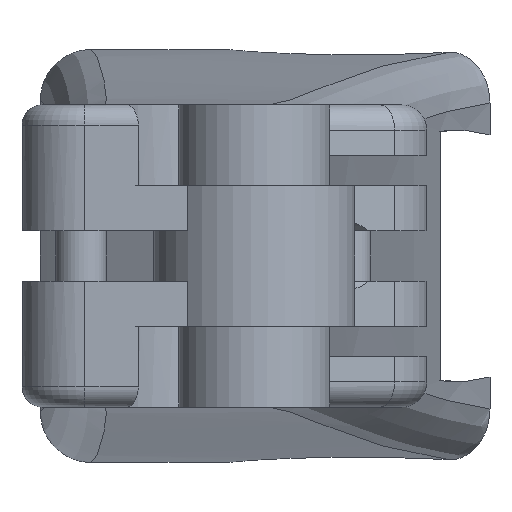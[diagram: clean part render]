
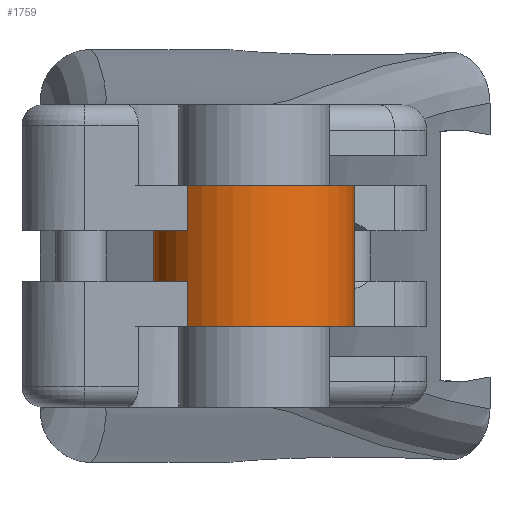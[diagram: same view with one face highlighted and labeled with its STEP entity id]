
A CAD part, left-side view. The second image highlights one B-rep face of the part: STEP entity #1759.
In plain terms, the highlighted cylindrical face has radius 4 mm (diameter 8 mm), a partial arc.
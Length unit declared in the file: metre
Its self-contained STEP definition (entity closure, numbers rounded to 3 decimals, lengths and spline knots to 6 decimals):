
#38=CYLINDRICAL_SURFACE('',#1905,0.004);
#84=CIRCLE('',#1867,0.004);
#85=CIRCLE('',#1874,0.004);
#107=CIRCLE('',#1906,0.004);
#108=CIRCLE('',#1907,0.004);
#109=CIRCLE('',#1908,0.004);
#110=CIRCLE('',#1909,0.004);
#355=ORIENTED_EDGE('',*,*,#875,.T.);
#356=ORIENTED_EDGE('',*,*,#876,.F.);
#357=ORIENTED_EDGE('',*,*,#786,.T.);
#358=ORIENTED_EDGE('',*,*,#877,.T.);
#359=ORIENTED_EDGE('',*,*,#878,.T.);
#360=ORIENTED_EDGE('',*,*,#879,.F.);
#361=ORIENTED_EDGE('',*,*,#880,.T.);
#362=ORIENTED_EDGE('',*,*,#881,.F.);
#363=ORIENTED_EDGE('',*,*,#882,.F.);
#364=ORIENTED_EDGE('',*,*,#883,.T.);
#365=ORIENTED_EDGE('',*,*,#884,.F.);
#366=ORIENTED_EDGE('',*,*,#845,.F.);
#367=ORIENTED_EDGE('',*,*,#815,.F.);
#786=EDGE_CURVE('',#1054,#1053,#84,.T.);
#815=EDGE_CURVE('',#1077,#1078,#85,.T.);
#845=EDGE_CURVE('',#1078,#1104,#1242,.T.);
#875=EDGE_CURVE('',#1077,#1080,#1256,.T.);
#876=EDGE_CURVE('',#1054,#1080,#1257,.T.);
#877=EDGE_CURVE('',#1053,#1128,#1258,.T.);
#878=EDGE_CURVE('',#1128,#1129,#107,.T.);
#879=EDGE_CURVE('',#1130,#1129,#1259,.T.);
#880=EDGE_CURVE('',#1130,#1131,#108,.T.);
#881=EDGE_CURVE('',#1132,#1131,#1260,.T.);
#882=EDGE_CURVE('',#1133,#1132,#109,.T.);
#883=EDGE_CURVE('',#1133,#1134,#1261,.T.);
#884=EDGE_CURVE('',#1104,#1134,#110,.T.);
#1053=VERTEX_POINT('',#2516);
#1054=VERTEX_POINT('',#2518);
#1077=VERTEX_POINT('',#2782);
#1078=VERTEX_POINT('',#2784);
#1080=VERTEX_POINT('',#2794);
#1104=VERTEX_POINT('',#2882);
#1128=VERTEX_POINT('',#3009);
#1129=VERTEX_POINT('',#3011);
#1130=VERTEX_POINT('',#3013);
#1131=VERTEX_POINT('',#3015);
#1132=VERTEX_POINT('',#3017);
#1133=VERTEX_POINT('',#3019);
#1134=VERTEX_POINT('',#3021);
#1242=LINE('',#2881,#1359);
#1256=LINE('',#3006,#1373);
#1257=LINE('',#3007,#1374);
#1258=LINE('',#3008,#1375);
#1259=LINE('',#3012,#1376);
#1260=LINE('',#3016,#1377);
#1261=LINE('',#3020,#1378);
#1359=VECTOR('',#2128,1.);
#1373=VECTOR('',#2170,1.);
#1374=VECTOR('',#2171,1.);
#1375=VECTOR('',#2172,1.);
#1376=VECTOR('',#2175,1.);
#1377=VECTOR('',#2178,1.);
#1378=VECTOR('',#2181,1.);
#1462=EDGE_LOOP('',(#355,#356,#357,#358,#359,#360,#361,#362,#363,#364,#365,
#366,#367));
#1593=FACE_BOUND('',#1462,.T.);
#1759=ADVANCED_FACE('',(#1593),#38,.T.);
#1867=AXIS2_PLACEMENT_3D('',#2517,#2051,#2052);
#1874=AXIS2_PLACEMENT_3D('',#2783,#2081,#2082);
#1905=AXIS2_PLACEMENT_3D('',#3005,#2168,#2169);
#1906=AXIS2_PLACEMENT_3D('',#3010,#2173,#2174);
#1907=AXIS2_PLACEMENT_3D('',#3014,#2176,#2177);
#1908=AXIS2_PLACEMENT_3D('',#3018,#2179,#2180);
#1909=AXIS2_PLACEMENT_3D('',#3022,#2182,#2183);
#2051=DIRECTION('',(0.,0.,-1.));
#2052=DIRECTION('',(1.,0.,0.));
#2081=DIRECTION('',(0.,0.,-1.));
#2082=DIRECTION('',(1.,0.,0.));
#2128=DIRECTION('',(0.,0.,-1.));
#2168=DIRECTION('',(0.,0.,-1.));
#2169=DIRECTION('',(-1.,0.,0.));
#2170=DIRECTION('',(0.,0.,1.));
#2171=DIRECTION('',(0.,0.,-1.));
#2172=DIRECTION('',(0.,0.,1.));
#2173=DIRECTION('',(0.,0.,-1.));
#2174=DIRECTION('',(-1.,0.,0.));
#2175=DIRECTION('',(0.,0.,1.));
#2176=DIRECTION('',(0.,0.,-1.));
#2177=DIRECTION('',(-1.,0.,0.));
#2178=DIRECTION('',(0.,0.,1.));
#2179=DIRECTION('',(0.,0.,-1.));
#2180=DIRECTION('',(-1.,0.,0.));
#2181=DIRECTION('',(0.,0.,-1.));
#2182=DIRECTION('',(0.,0.,-1.));
#2183=DIRECTION('',(-1.,0.,0.));
#2516=CARTESIAN_POINT('',(-0.026718,-0.002287,0.007));
#2517=CARTESIAN_POINT('',(-0.03,0.,0.007));
#2518=CARTESIAN_POINT('',(-0.026,0.,0.007));
#2782=CARTESIAN_POINT('',(-0.026,0.,0.005));
#2783=CARTESIAN_POINT('',(-0.03,0.,0.005));
#2784=CARTESIAN_POINT('',(-0.026718,-0.002287,0.005));
#2794=CARTESIAN_POINT('',(-0.026,0.,0.006));
#2881=CARTESIAN_POINT('',(-0.026718,-0.002287,0.006));
#2882=CARTESIAN_POINT('',(-0.026718,-0.002287,0.0032));
#3005=CARTESIAN_POINT('',(-0.03,0.,0.006));
#3006=CARTESIAN_POINT('',(-0.026,0.,0.005));
#3007=CARTESIAN_POINT('',(-0.026,0.,0.007));
#3008=CARTESIAN_POINT('',(-0.026718,-0.002287,0.006));
#3009=CARTESIAN_POINT('',(-0.026718,-0.002287,0.0088));
#3010=CARTESIAN_POINT('',(-0.03,0.,0.0088));
#3011=CARTESIAN_POINT('',(-0.033,0.002646,0.0088));
#3012=CARTESIAN_POINT('',(-0.033,0.002646,0.006));
#3013=CARTESIAN_POINT('',(-0.033,0.002646,0.007));
#3014=CARTESIAN_POINT('',(-0.03,0.,0.007));
#3015=CARTESIAN_POINT('',(-0.03,0.004,0.007));
#3016=CARTESIAN_POINT('',(-0.03,0.004,0.005));
#3017=CARTESIAN_POINT('',(-0.03,0.004,0.005));
#3018=CARTESIAN_POINT('',(-0.03,0.,0.005));
#3019=CARTESIAN_POINT('',(-0.033,0.002646,0.005));
#3020=CARTESIAN_POINT('',(-0.033,0.002646,0.006));
#3021=CARTESIAN_POINT('',(-0.033,0.002646,0.0032));
#3022=CARTESIAN_POINT('',(-0.03,0.,0.0032));
